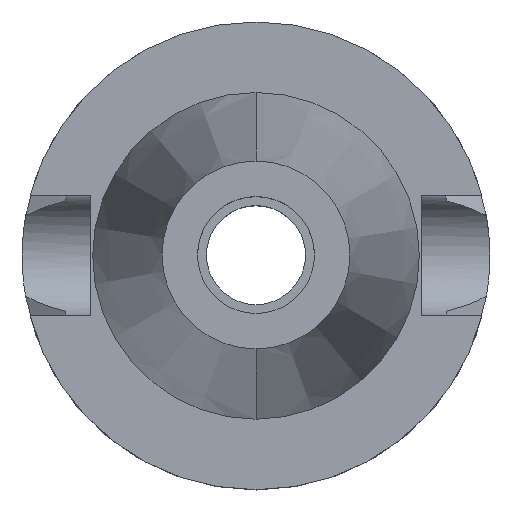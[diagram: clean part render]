
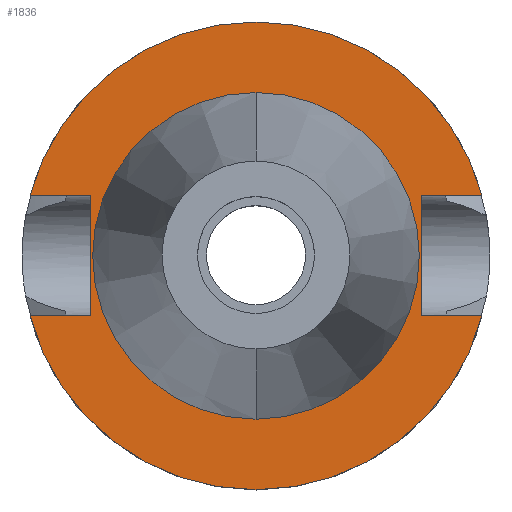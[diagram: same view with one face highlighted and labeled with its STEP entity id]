
A CAD part, top view. The second image highlights one B-rep face of the part: STEP entity #1836.
In plain terms, the highlighted planar face has unit normal (0, 0, 1).
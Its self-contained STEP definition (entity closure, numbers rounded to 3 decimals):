
#664=DIRECTION('',(1.,0.,0.));
#665=VECTOR('',#664,12.921);
#666=CARTESIAN_POINT('',(35.4,12.85,-1.5));
#667=LINE('',#666,#665);
#711=DIRECTION('',(0.,1.,0.));
#712=VECTOR('',#711,25.7);
#713=CARTESIAN_POINT('',(-35.4,-12.85,-1.5));
#714=LINE('',#713,#712);
#718=DIRECTION('',(-1.,0.,0.));
#719=VECTOR('',#718,12.921);
#720=CARTESIAN_POINT('',(-35.4,12.85,-1.5));
#721=LINE('',#720,#719);
#725=CARTESIAN_POINT('',(0.,0.,-1.5));
#726=DIRECTION('',(0.,0.,-1.));
#727=DIRECTION('',(-0.966,0.257,0.));
#728=AXIS2_PLACEMENT_3D('',#725,#726,#727);
#733=CARTESIAN_POINT('',(0.,0.,-1.5));
#734=DIRECTION('',(0.,0.,-1.));
#735=DIRECTION('',(0.,1.,0.));
#736=AXIS2_PLACEMENT_3D('',#733,#734,#735);
#741=DIRECTION('',(0.,-1.,0.));
#742=VECTOR('',#741,25.7);
#743=CARTESIAN_POINT('',(35.4,12.85,-1.5));
#744=LINE('',#743,#742);
#748=DIRECTION('',(1.,0.,0.));
#749=VECTOR('',#748,12.921);
#750=CARTESIAN_POINT('',(35.4,-12.85,-1.5));
#751=LINE('',#750,#749);
#755=CARTESIAN_POINT('',(0.,0.,-1.5));
#756=DIRECTION('',(0.,0.,-1.));
#757=DIRECTION('',(0.966,-0.257,0.));
#758=AXIS2_PLACEMENT_3D('',#755,#756,#757);
#763=CARTESIAN_POINT('',(0.,0.,-1.5));
#764=DIRECTION('',(0.,0.,-1.));
#765=DIRECTION('',(0.,-1.,0.));
#766=AXIS2_PLACEMENT_3D('',#763,#764,#765);
#771=CARTESIAN_POINT('',(0.,0.,-1.5));
#772=DIRECTION('',(0.,0.,1.));
#773=DIRECTION('',(0.,-1.,0.));
#774=AXIS2_PLACEMENT_3D('',#771,#772,#773);
#779=CARTESIAN_POINT('',(0.,0.,-1.5));
#780=DIRECTION('',(0.,0.,1.));
#781=DIRECTION('',(0.,1.,0.));
#782=AXIS2_PLACEMENT_3D('',#779,#780,#781);
#817=DIRECTION('',(-1.,0.,0.));
#818=VECTOR('',#817,12.921);
#819=CARTESIAN_POINT('',(-35.4,-12.85,-1.5));
#820=LINE('',#819,#818);
#1179=CARTESIAN_POINT('',(-35.4,-12.85,-1.5));
#1180=VERTEX_POINT('',#1179);
#1181=CARTESIAN_POINT('',(-48.321,-12.85,-1.5));
#1182=VERTEX_POINT('',#1181);
#1185=CARTESIAN_POINT('',(-35.4,12.85,-1.5));
#1186=VERTEX_POINT('',#1185);
#1187=CARTESIAN_POINT('',(-48.321,12.85,-1.5));
#1188=VERTEX_POINT('',#1187);
#1189=CARTESIAN_POINT('',(0.,50.,-1.5));
#1190=CARTESIAN_POINT('',(48.321,12.85,-1.5));
#1191=VERTEX_POINT('',#1189);
#1192=VERTEX_POINT('',#1190);
#1193=CARTESIAN_POINT('',(35.4,12.85,-1.5));
#1194=VERTEX_POINT('',#1193);
#1195=CARTESIAN_POINT('',(35.4,-12.85,-1.5));
#1196=VERTEX_POINT('',#1195);
#1197=CARTESIAN_POINT('',(48.321,-12.85,-1.5));
#1198=VERTEX_POINT('',#1197);
#1199=CARTESIAN_POINT('',(0.,-50.,-1.5));
#1200=VERTEX_POINT('',#1199);
#1201=CARTESIAN_POINT('',(0.,-34.925,-1.5));
#1202=CARTESIAN_POINT('',(0.,34.925,-1.5));
#1203=VERTEX_POINT('',#1201);
#1204=VERTEX_POINT('',#1202);
#1805=CARTESIAN_POINT('',(0.,0.,-1.5));
#1806=DIRECTION('',(0.,0.,-1.));
#1807=DIRECTION('',(0.,-1.,0.));
#1808=AXIS2_PLACEMENT_3D('',#1805,#1806,#1807);
#1809=PLANE('',#1808);
#1811=ORIENTED_EDGE('',*,*,#1810,.T.);
#1813=ORIENTED_EDGE('',*,*,#1812,.T.);
#1815=ORIENTED_EDGE('',*,*,#1814,.T.);
#1817=ORIENTED_EDGE('',*,*,#1816,.T.);
#1818=ORIENTED_EDGE('',*,*,#1781,.F.);
#1819=ORIENTED_EDGE('',*,*,#1795,.T.);
#1821=ORIENTED_EDGE('',*,*,#1820,.T.);
#1823=ORIENTED_EDGE('',*,*,#1822,.T.);
#1825=ORIENTED_EDGE('',*,*,#1824,.T.);
#1827=ORIENTED_EDGE('',*,*,#1826,.F.);
#1828=EDGE_LOOP('',(#1811,#1813,#1815,#1817,#1818,#1819,#1821,#1823,#1825,
#1827));
#1829=FACE_OUTER_BOUND('',#1828,.F.);
#1831=ORIENTED_EDGE('',*,*,#1830,.T.);
#1833=ORIENTED_EDGE('',*,*,#1832,.T.);
#1834=EDGE_LOOP('',(#1831,#1833));
#1835=FACE_BOUND('',#1834,.F.);
#729=CIRCLE('',#728,50.);
#737=CIRCLE('',#736,50.);
#759=CIRCLE('',#758,50.);
#767=CIRCLE('',#766,50.);
#775=CIRCLE('',#774,34.925);
#783=CIRCLE('',#782,34.925);
#1781=EDGE_CURVE('',#1194,#1192,#667,.T.);
#1795=EDGE_CURVE('',#1194,#1196,#744,.T.);
#1810=EDGE_CURVE('',#1180,#1186,#714,.T.);
#1812=EDGE_CURVE('',#1186,#1188,#721,.T.);
#1814=EDGE_CURVE('',#1188,#1191,#729,.T.);
#1816=EDGE_CURVE('',#1191,#1192,#737,.T.);
#1820=EDGE_CURVE('',#1196,#1198,#751,.T.);
#1822=EDGE_CURVE('',#1198,#1200,#759,.T.);
#1824=EDGE_CURVE('',#1200,#1182,#767,.T.);
#1826=EDGE_CURVE('',#1180,#1182,#820,.T.);
#1830=EDGE_CURVE('',#1203,#1204,#775,.T.);
#1832=EDGE_CURVE('',#1204,#1203,#783,.T.);
#1836=ADVANCED_FACE('',(#1829,#1835),#1809,.F.);
